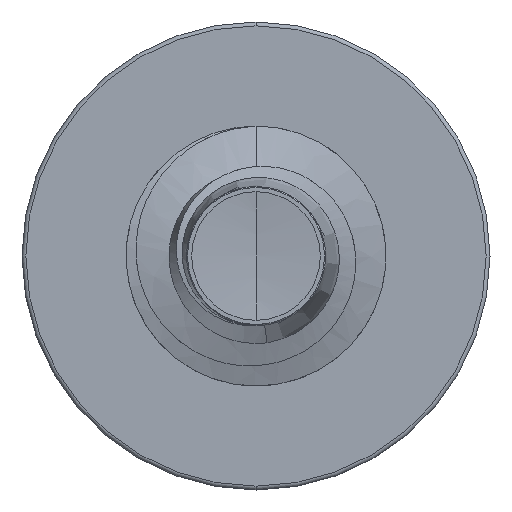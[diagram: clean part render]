
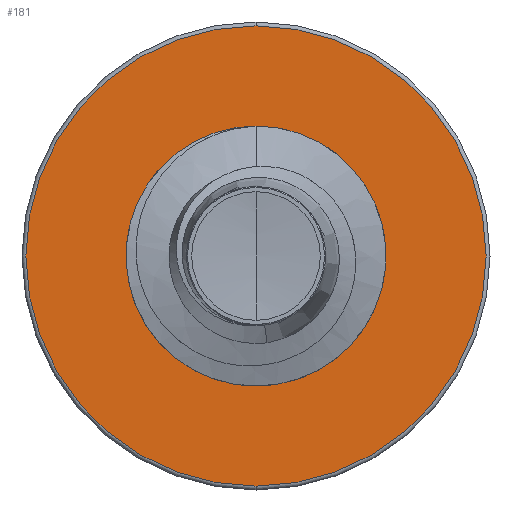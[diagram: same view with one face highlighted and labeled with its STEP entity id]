
A CAD part, front view. The second image highlights one B-rep face of the part: STEP entity #181.
In plain terms, the highlighted planar face has unit normal (0, -1, 0).
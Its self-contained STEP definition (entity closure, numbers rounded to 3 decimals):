
#181 = ADVANCED_FACE ( 'NONE', ( #7258, #1786 ), #8673, .F. ) ;
#740 = CARTESIAN_POINT ( 'NONE',  ( 0., 6.5, 0. ) ) ;
#1516 = AXIS2_PLACEMENT_3D ( 'NONE', #1692, #6896, #2398 ) ;
#1523 = DIRECTION ( 'NONE',  ( 0., 0., 1. ) ) ;
#1662 = CARTESIAN_POINT ( 'NONE',  ( 0., 6.5, 0. ) ) ;
#1664 = CIRCLE ( 'NONE', #5530, 2.842 ) ;
#1692 = CARTESIAN_POINT ( 'NONE',  ( 0., 6.5, 0. ) ) ;
#1786 = FACE_BOUND ( 'NONE', #4406, .T. ) ;
#1925 = CARTESIAN_POINT ( 'NONE',  ( 0., 6.5, -5.31 ) ) ;
#2179 = DIRECTION ( 'NONE',  ( 0., 1., 0. ) ) ;
#2372 = DIRECTION ( 'NONE',  ( 0., 0., 1. ) ) ;
#2398 = DIRECTION ( 'NONE',  ( 0., 0., 1. ) ) ;
#2835 = VERTEX_POINT ( 'NONE', #9166 ) ;
#2906 = CARTESIAN_POINT ( 'NONE',  ( 0., 6.5, 2.842 ) ) ;
#3898 = EDGE_CURVE ( 'NONE', #6047, #6002, #1664, .T. ) ;
#4050 = CIRCLE ( 'NONE', #1516, 5.31 ) ;
#4376 = ORIENTED_EDGE ( 'NONE', *, *, #8201, .T. ) ;
#4406 = EDGE_LOOP ( 'NONE', ( #7885, #4376 ) ) ;
#4864 = VERTEX_POINT ( 'NONE', #1925 ) ;
#5004 = CIRCLE ( 'NONE', #6703, 5.31 ) ;
#5530 = AXIS2_PLACEMENT_3D ( 'NONE', #740, #5966, #1523 ) ;
#5715 = CIRCLE ( 'NONE', #8798, 2.842 ) ;
#5916 = ORIENTED_EDGE ( 'NONE', *, *, #6665, .F. ) ;
#5966 = DIRECTION ( 'NONE',  ( 0., 1., 0. ) ) ;
#6002 = VERTEX_POINT ( 'NONE', #9593 ) ;
#6009 = EDGE_CURVE ( 'NONE', #4864, #2835, #5004, .T. ) ;
#6047 = VERTEX_POINT ( 'NONE', #2906 ) ;
#6665 = EDGE_CURVE ( 'NONE', #2835, #4864, #4050, .T. ) ;
#6681 = CARTESIAN_POINT ( 'NONE',  ( 0., 6.5, 0. ) ) ;
#6703 = AXIS2_PLACEMENT_3D ( 'NONE', #6681, #2179, #7399 ) ;
#6825 = CARTESIAN_POINT ( 'NONE',  ( 0., 6.5, -2.842 ) ) ;
#6873 = DIRECTION ( 'NONE',  ( 0., 1., 0. ) ) ;
#6896 = DIRECTION ( 'NONE',  ( 0., 1., 0. ) ) ;
#6903 = DIRECTION ( 'NONE',  ( 0., 1., 0. ) ) ;
#7036 = EDGE_LOOP ( 'NONE', ( #5916, #8550 ) ) ;
#7258 = FACE_OUTER_BOUND ( 'NONE', #7036, .T. ) ;
#7399 = DIRECTION ( 'NONE',  ( 0., 0., 1. ) ) ;
#7490 = DIRECTION ( 'NONE',  ( 0., 0., 1. ) ) ;
#7780 = AXIS2_PLACEMENT_3D ( 'NONE', #6825, #6903, #7490 ) ;
#7885 = ORIENTED_EDGE ( 'NONE', *, *, #3898, .T. ) ;
#8201 = EDGE_CURVE ( 'NONE', #6002, #6047, #5715, .T. ) ;
#8550 = ORIENTED_EDGE ( 'NONE', *, *, #6009, .F. ) ;
#8673 = PLANE ( 'NONE',  #7780 ) ;
#8798 = AXIS2_PLACEMENT_3D ( 'NONE', #1662, #6873, #2372 ) ;
#9166 = CARTESIAN_POINT ( 'NONE',  ( 0., 6.5, 5.31 ) ) ;
#9593 = CARTESIAN_POINT ( 'NONE',  ( 0., 6.5, -2.842 ) ) ;
